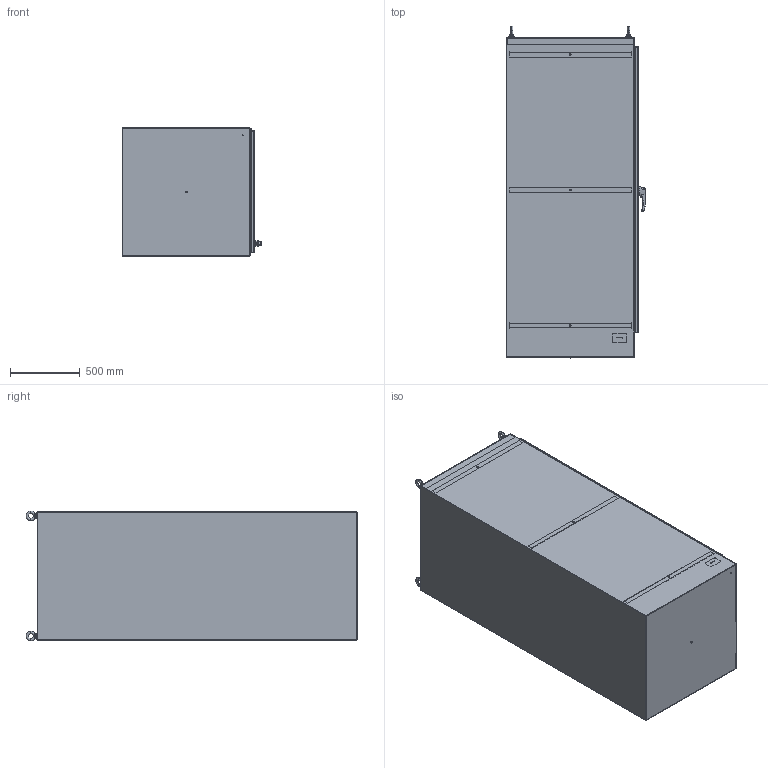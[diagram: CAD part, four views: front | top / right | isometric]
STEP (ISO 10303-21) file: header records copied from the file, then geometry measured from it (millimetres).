
FILE_DESCRIPTION (( 'STEP AP214' ), '1' );
FILE_NAME ('HN4FS903636S16.STEP', '2019-09-03T19:11:11', ( '' ), ( '' ), 'SwSTEP 2.0', 'SolidWorks 2018', '' );
FILE_SCHEMA (( 'AUTOMOTIVE_DESIGN' ));
Length unit declared in the file: inch
Products named in the file (1): HN4FS903636S16
Bounding box: 999.79 x 2374.63 x 929.74 mm (x, y, z)
Volume: 28464314.3 mm3; surface area: 23547001.4 mm2
Topology: 67 solids, 68 shells, 2394 faces, 6367 edges, 4119 vertices
Faces by surface type: plane 1040, cylinder 996, bspline 223, cone 103, torus 32
Entity records: 125397 total; most frequent: CARTESIAN_POINT 35995, ORIENTED_EDGE 12686, DIRECTION 11973, EDGE_CURVE 6343, AXIS2_PLACEMENT_3D 4255, VERTEX_POINT 4119, LINE 3463, VECTOR 3463
